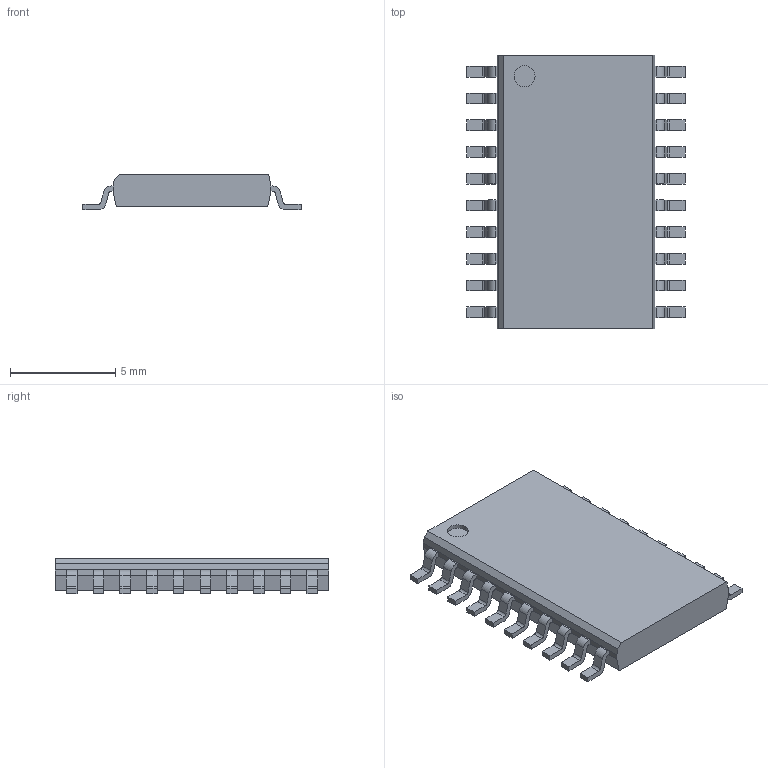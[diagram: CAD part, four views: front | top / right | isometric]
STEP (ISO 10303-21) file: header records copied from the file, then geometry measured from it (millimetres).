
FILE_DESCRIPTION((''),'2;1');
FILE_NAME('SOIC127P1032X265-20N.stp','2010-06-14T10:21:11',(''),(''),'Mechanical Desktop 2010','Mechanical Desktop 2010',', , ');
FILE_SCHEMA(('AUTOMOTIVE_DESIGN { 1 2 10303 214 1 1 1 1 }'));
Length unit declared in the file: millimetre
Products named in the file (1): Product
Bounding box: 10.36 x 13 x 1.68 mm (x, y, z)
Volume: 153.5 mm3; surface area: 316.9 mm2
Topology: 21 solids, 21 shells, 294 faces, 753 edges, 502 vertices
Faces by surface type: bspline 140, plane 112, cylinder 42
Entity records: 9433 total; most frequent: CARTESIAN_POINT 2530, ORIENTED_EDGE 1506, DIRECTION 1227, EDGE_CURVE 753, VECTOR 589, LINE 589, VERTEX_POINT 502, AXIS2_PLACEMENT_3D 319
